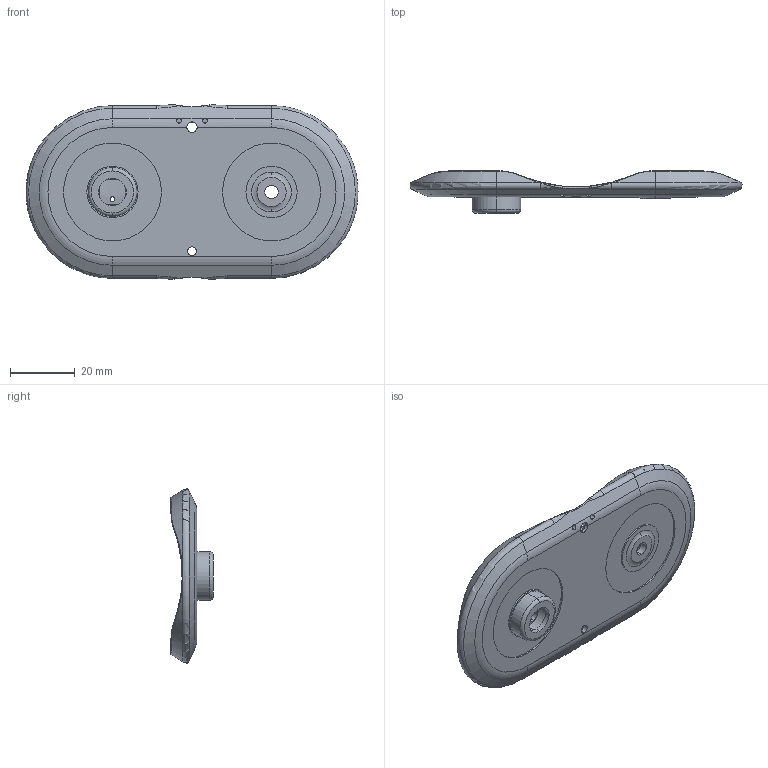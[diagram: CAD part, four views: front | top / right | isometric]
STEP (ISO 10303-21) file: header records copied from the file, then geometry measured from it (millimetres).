
FILE_DESCRIPTION (( 'STEP AP203' ), '1' );
FILE_NAME ('EN02-PALM_TOP.STEP', '2025-06-02T20:45:44', ( '' ), ( '' ), 'SwSTEP 2.0', 'SolidWorks 2024', '' );
FILE_SCHEMA (( 'CONFIG_CONTROL_DESIGN' ));
Length unit declared in the file: millimetre
Products named in the file (1): EN02-PALM_TOP
Bounding box: 102.37 x 13 x 53.72 mm (x, y, z)
Volume: 22708.3 mm3; surface area: 11730.2 mm2
Topology: 2 solids, 2 shells, 185 faces, 433 edges, 259 vertices
Faces by surface type: cylinder 68, bspline 45, plane 38, cone 16, torus 12, sphere 6
Entity records: 7011 total; most frequent: CARTESIAN_POINT 3020, ORIENTED_EDGE 866, DIRECTION 763, EDGE_CURVE 433, AXIS2_PLACEMENT_3D 312, VERTEX_POINT 259, EDGE_LOOP 202, ADVANCED_FACE 185
